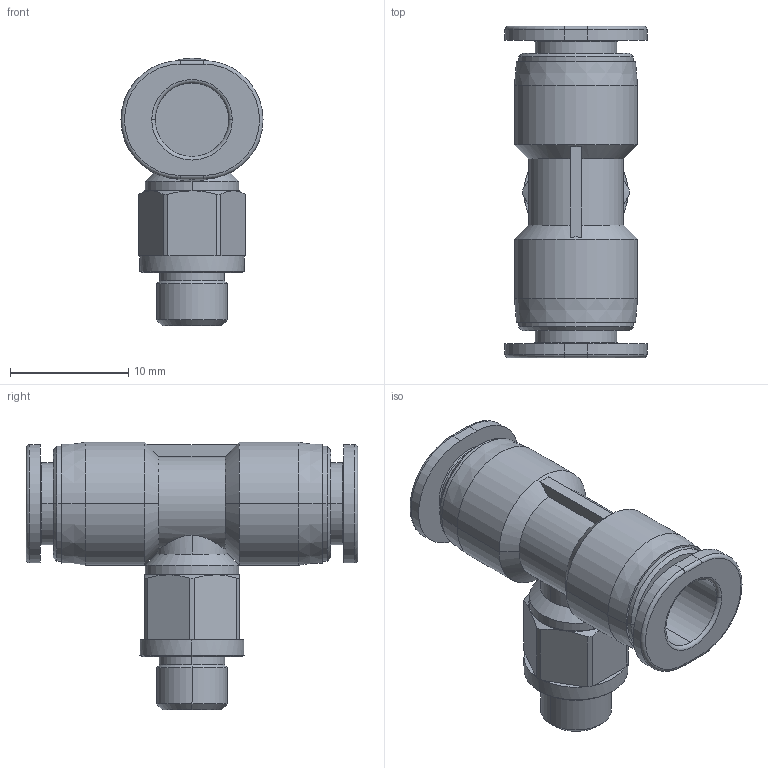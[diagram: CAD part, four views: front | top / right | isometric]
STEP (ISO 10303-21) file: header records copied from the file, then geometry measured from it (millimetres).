
FILE_DESCRIPTION((''),'2;1');
FILE_NAME('PT06M6C-mdt.stp','2017-07-24T16:59:11',(''),(''),'Mechanical Desktop 2009','Mechanical Desktop 2009',', , ');
FILE_SCHEMA(('CONFIG_CONTROL_DESIGN'));
Length unit declared in the file: millimetre
Products named in the file (5): PT06M6C-MDTA; PT06M6C-MDT; COLLAR-L06C; NLM6C; NLM5C
Assembly tree (5 placements, depth 2):
  PT06M6C-MDTA
    PT06M6C-MDT
    COLLAR-L06C  x2
    NLM6C
    NLM5C
Bounding box: 12 x 28 x 22.6 mm (x, y, z)
Volume: 1925.5 mm3; surface area: 2111 mm2
Topology: 1 solids, 1 shells, 123 faces, 279 edges, 169 vertices
Faces by surface type: cylinder 44, plane 33, cone 32, torus 8, bspline 6
Entity records: 3899 total; most frequent: CARTESIAN_POINT 987, DIRECTION 640, ORIENTED_EDGE 558, EDGE_CURVE 279, AXIS2_PLACEMENT_3D 274, VERTEX_POINT 169, CIRCLE 151, EDGE_LOOP 134
